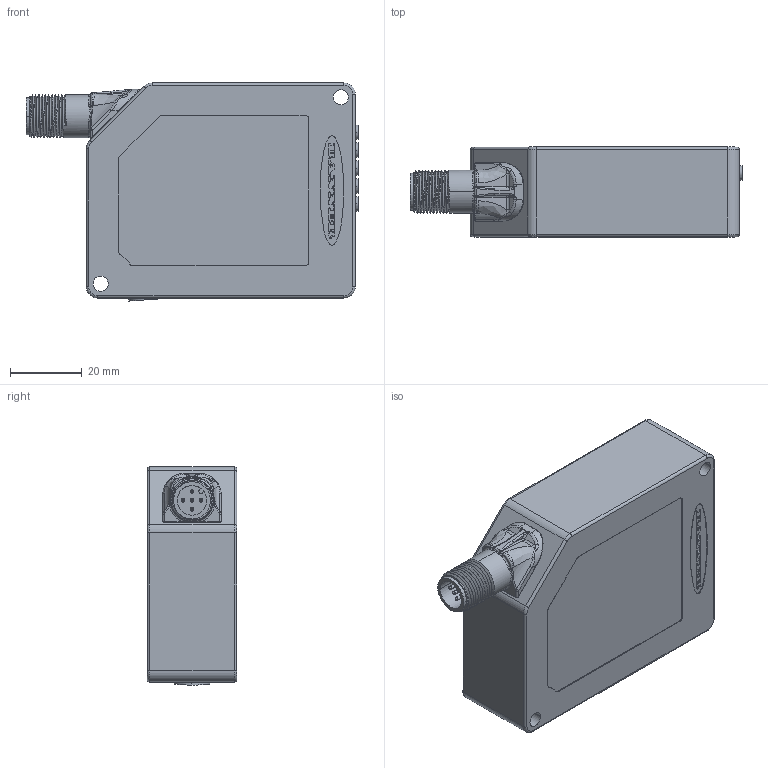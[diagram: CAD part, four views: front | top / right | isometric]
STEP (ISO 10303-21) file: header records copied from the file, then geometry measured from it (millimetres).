
FILE_DESCRIPTION((''),'2;1');
FILE_NAME('152826_SW','2010-06-07T',('banengservice'),('BANNER ENGINEERING'),'PRO/ENGINEER BY PARAMETRIC TECHNOLOGY CORPORATION, 2009141','PRO/ENGINEER BY PARAMETRIC TECHNOLOGY CORPORATION, 2009141','');
FILE_SCHEMA(('CONFIG_CONTROL_DESIGN'));
Products named in the file (1): 152826_SW
Bounding box: 92.59 x 25 x 60.83 mm (x, y, z)
Volume: 29994.8 mm3; surface area: 36384 mm2
Topology: 2 solids, 3 shells, 1707 faces, 4306 edges, 2720 vertices
Faces by surface type: plane 775, cylinder 711, bspline 80, sphere 47, torus 37, extrusion 30, cone 27
Entity records: 60435 total; most frequent: CARTESIAN_POINT 19561, ORIENTED_EDGE 8592, DIRECTION 8341, EDGE_CURVE 4296, AXIS2_PLACEMENT_3D 2864, VERTEX_POINT 2720, VECTOR 2613, LINE 2583
